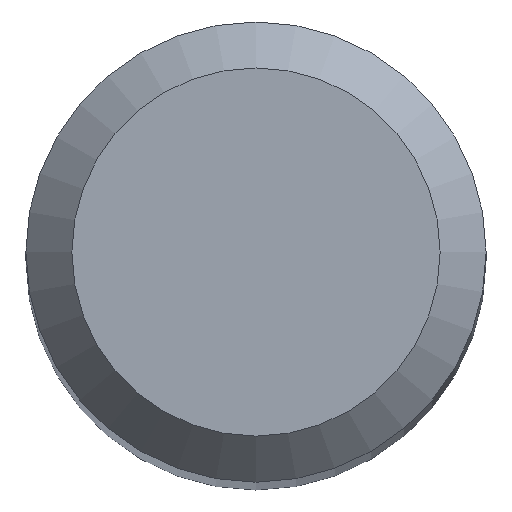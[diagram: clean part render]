
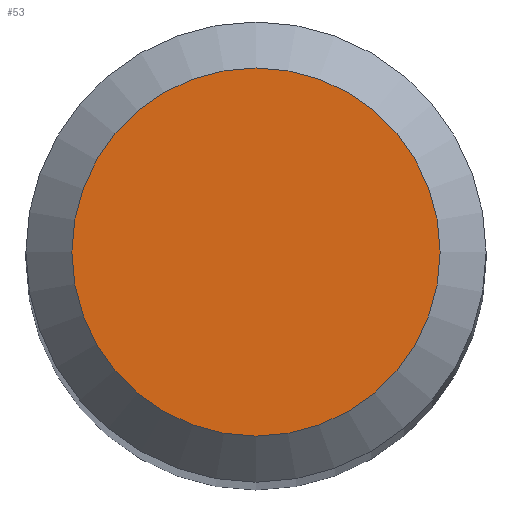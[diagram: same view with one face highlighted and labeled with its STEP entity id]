
A CAD part, top view. The second image highlights one B-rep face of the part: STEP entity #53.
In plain terms, the highlighted planar face has unit normal (0, 0, 1).
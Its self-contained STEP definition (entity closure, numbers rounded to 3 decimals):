
#13 = DIRECTION ( 'NONE',  ( 0., 0., -1. ) ) ;
#34 = DIRECTION ( 'NONE',  ( 0., 1., 0. ) ) ;
#40 = CARTESIAN_POINT ( 'NONE',  ( 0., 0., 38. ) ) ;
#53 = ADVANCED_FACE ( 'NONE', ( #123 ), #107, .F. ) ;
#61 = DIRECTION ( 'NONE',  ( 0., 0., -1. ) ) ;
#88 = ORIENTED_EDGE ( 'NONE', *, *, #188, .F. ) ;
#107 = PLANE ( 'NONE',  #141 ) ;
#110 = CARTESIAN_POINT ( 'NONE',  ( 0., 1.2, 38. ) ) ;
#111 = DIRECTION ( 'NONE',  ( 0., 1., 0. ) ) ;
#123 = FACE_OUTER_BOUND ( 'NONE', #235, .T. ) ;
#141 = AXIS2_PLACEMENT_3D ( 'NONE', #146, #13, #34 ) ;
#146 = CARTESIAN_POINT ( 'NONE',  ( 0., 0., 38. ) ) ;
#169 = VERTEX_POINT ( 'NONE', #110 ) ;
#175 = CIRCLE ( 'NONE', #238, 1.2 ) ;
#188 = EDGE_CURVE ( 'NONE', #169, #169, #175, .T. ) ;
#235 = EDGE_LOOP ( 'NONE', ( #88 ) ) ;
#238 = AXIS2_PLACEMENT_3D ( 'NONE', #40, #61, #111 ) ;
